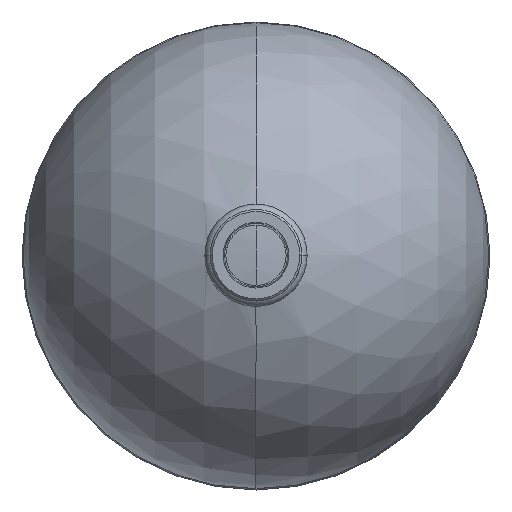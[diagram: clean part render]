
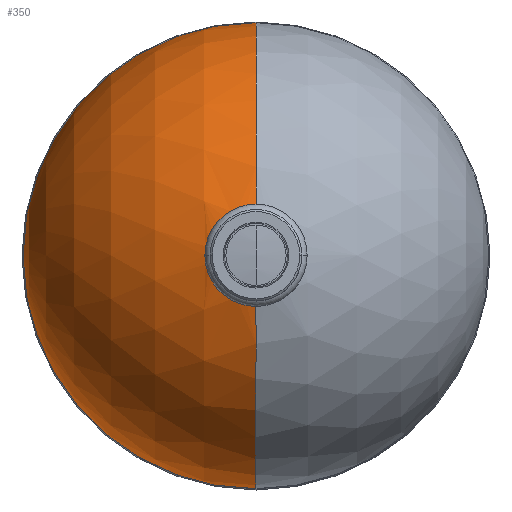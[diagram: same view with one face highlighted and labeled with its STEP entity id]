
A CAD part, top view. The second image highlights one B-rep face of the part: STEP entity #350.
In plain terms, the highlighted spherical face has radius 88.9 mm.
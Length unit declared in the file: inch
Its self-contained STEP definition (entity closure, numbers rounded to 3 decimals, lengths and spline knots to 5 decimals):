
#2 = CARTESIAN_POINT ( 'NONE',  ( 0., -3.5, 2.5 ) ) ;
#5 = CARTESIAN_POINT ( 'NONE',  ( 0., 0., 5.91452 ) ) ;
#23 = DIRECTION ( 'NONE',  ( 0., 0., -1. ) ) ;
#26 = CARTESIAN_POINT ( 'NONE',  ( 0., 3.5, 2.5 ) ) ;
#67 = DIRECTION ( 'NONE',  ( 0., 0., -1. ) ) ;
#78 = CIRCLE ( 'NONE', #111, 3.5 ) ;
#97 = CIRCLE ( 'NONE', #849, 0.76881 ) ;
#106 = CARTESIAN_POINT ( 'NONE',  ( 0., 0., 2.5 ) ) ;
#111 = AXIS2_PLACEMENT_3D ( 'NONE', #697, #112, #248 ) ;
#112 = DIRECTION ( 'NONE',  ( 0., 0., 1. ) ) ;
#115 = EDGE_CURVE ( 'NONE', #279, #219, #151, .T. ) ;
#131 = AXIS2_PLACEMENT_3D ( 'NONE', #286, #352, #682 ) ;
#151 = CIRCLE ( 'NONE', #156, 3.5 ) ;
#152 = CARTESIAN_POINT ( 'NONE',  ( 0., 0., 2.5 ) ) ;
#153 = ORIENTED_EDGE ( 'NONE', *, *, #378, .T. ) ;
#156 = AXIS2_PLACEMENT_3D ( 'NONE', #152, #285, #288 ) ;
#174 = CIRCLE ( 'NONE', #225, 0.76881 ) ;
#178 = ORIENTED_EDGE ( 'NONE', *, *, #645, .F. ) ;
#185 = VERTEX_POINT ( 'NONE', #733 ) ;
#212 = DIRECTION ( 'NONE',  ( -1., 0., 0. ) ) ;
#219 = VERTEX_POINT ( 'NONE', #621 ) ;
#225 = AXIS2_PLACEMENT_3D ( 'NONE', #357, #747, #212 ) ;
#243 = DIRECTION ( 'NONE',  ( -1., 0., 0. ) ) ;
#248 = DIRECTION ( 'NONE',  ( 1., 0., 0. ) ) ;
#279 = VERTEX_POINT ( 'NONE', #26 ) ;
#285 = DIRECTION ( 'NONE',  ( 0., 0., 1. ) ) ;
#286 = CARTESIAN_POINT ( 'NONE',  ( 0., 0., 2.5 ) ) ;
#288 = DIRECTION ( 'NONE',  ( 1., 0., 0. ) ) ;
#342 = ORIENTED_EDGE ( 'NONE', *, *, #115, .T. ) ;
#350 = ADVANCED_FACE ( 'NONE', ( #720 ), #362, .T. ) ;
#352 = DIRECTION ( 'NONE',  ( -1., 0., 0. ) ) ;
#357 = CARTESIAN_POINT ( 'NONE',  ( 0., 0., 5.91452 ) ) ;
#362 = SPHERICAL_SURFACE ( 'NONE', #381, 3.5 ) ;
#377 = VERTEX_POINT ( 'NONE', #503 ) ;
#378 = EDGE_CURVE ( 'NONE', #219, #604, #78, .T. ) ;
#381 = AXIS2_PLACEMENT_3D ( 'NONE', #106, #243, #767 ) ;
#393 = ORIENTED_EDGE ( 'NONE', *, *, #607, .T. ) ;
#471 = DIRECTION ( 'NONE',  ( -1., 0., 0. ) ) ;
#501 = AXIS2_PLACEMENT_3D ( 'NONE', #815, #738, #23 ) ;
#503 = CARTESIAN_POINT ( 'NONE',  ( 0., 0.76881, 5.91452 ) ) ;
#564 = EDGE_LOOP ( 'NONE', ( #153, #606, #393, #585, #178, #342 ) ) ;
#580 = CIRCLE ( 'NONE', #501, 3.5 ) ;
#585 = ORIENTED_EDGE ( 'NONE', *, *, #684, .T. ) ;
#604 = VERTEX_POINT ( 'NONE', #2 ) ;
#606 = ORIENTED_EDGE ( 'NONE', *, *, #724, .T. ) ;
#607 = EDGE_CURVE ( 'NONE', #629, #185, #97, .T. ) ;
#621 = CARTESIAN_POINT ( 'NONE',  ( -3.5, 0., 2.5 ) ) ;
#629 = VERTEX_POINT ( 'NONE', #731 ) ;
#645 = EDGE_CURVE ( 'NONE', #279, #377, #580, .T. ) ;
#682 = DIRECTION ( 'NONE',  ( 0., -1., 0. ) ) ;
#684 = EDGE_CURVE ( 'NONE', #185, #377, #174, .T. ) ;
#697 = CARTESIAN_POINT ( 'NONE',  ( 0., 0., 2.5 ) ) ;
#720 = FACE_OUTER_BOUND ( 'NONE', #564, .T. ) ;
#724 = EDGE_CURVE ( 'NONE', #604, #629, #843, .T. ) ;
#731 = CARTESIAN_POINT ( 'NONE',  ( 0., -0.76881, 5.91452 ) ) ;
#733 = CARTESIAN_POINT ( 'NONE',  ( -0.76881, 0., 5.91452 ) ) ;
#738 = DIRECTION ( 'NONE',  ( 1., 0., 0. ) ) ;
#747 = DIRECTION ( 'NONE',  ( 0., 0., -1. ) ) ;
#767 = DIRECTION ( 'NONE',  ( 0., 1., 0. ) ) ;
#815 = CARTESIAN_POINT ( 'NONE',  ( 0., 0., 2.5 ) ) ;
#843 = CIRCLE ( 'NONE', #131, 3.5 ) ;
#849 = AXIS2_PLACEMENT_3D ( 'NONE', #5, #67, #471 ) ;
